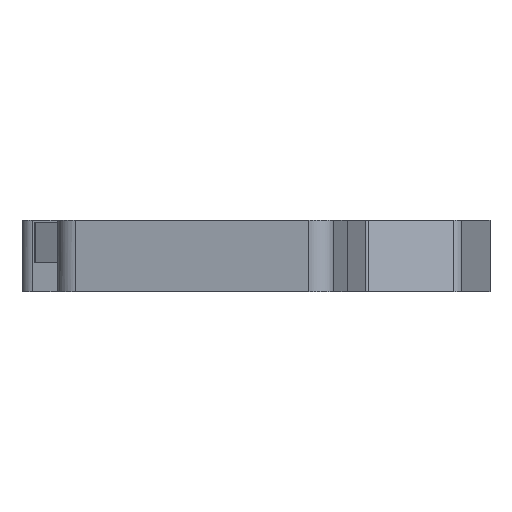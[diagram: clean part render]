
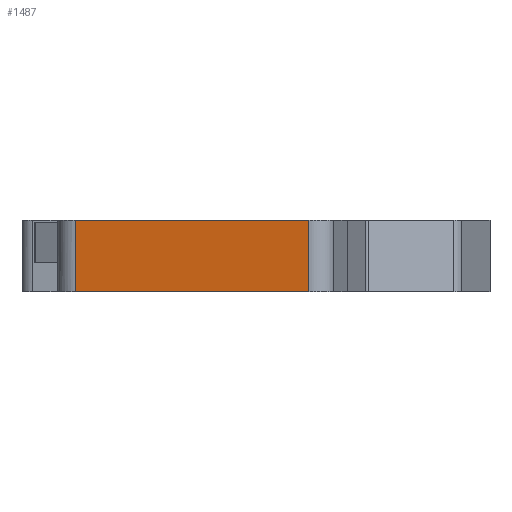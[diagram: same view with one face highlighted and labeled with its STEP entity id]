
A CAD part, left-side view. The second image highlights one B-rep face of the part: STEP entity #1487.
In plain terms, the highlighted planar face has unit normal (-0.985, 0.174, 0).
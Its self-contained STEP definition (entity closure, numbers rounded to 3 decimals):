
#166=FACE_OUTER_BOUND('',#246,.T.);
#246=EDGE_LOOP('',(#1272,#1273,#1274,#1275));
#385=LINE('',#2438,#542);
#397=LINE('',#2543,#554);
#398=LINE('',#2553,#555);
#399=LINE('',#2554,#556);
#542=VECTOR('',#1807,10.);
#554=VECTOR('',#1829,1.);
#555=VECTOR('',#1832,1.);
#556=VECTOR('',#1833,10.);
#694=VERTEX_POINT('',#2429);
#695=VERTEX_POINT('',#2437);
#710=VERTEX_POINT('',#2542);
#711=VERTEX_POINT('',#2552);
#887=EDGE_CURVE('',#695,#694,#385,.F.);
#908=EDGE_CURVE('',#710,#695,#397,.T.);
#910=EDGE_CURVE('',#711,#694,#398,.T.);
#911=EDGE_CURVE('',#711,#710,#399,.T.);
#1272=ORIENTED_EDGE('',*,*,#887,.T.);
#1273=ORIENTED_EDGE('',*,*,#910,.F.);
#1274=ORIENTED_EDGE('',*,*,#911,.T.);
#1275=ORIENTED_EDGE('',*,*,#908,.T.);
#1420=PLANE('',#1576);
#1487=ADVANCED_FACE('',(#166),#1420,.F.);
#1576=AXIS2_PLACEMENT_3D('',#2551,#1830,#1831);
#1807=DIRECTION('',(-0.174,-0.985,0.));
#1829=DIRECTION('',(0.,0.,1.));
#1830=DIRECTION('center_axis',(0.985,-0.174,0.));
#1831=DIRECTION('ref_axis',(0.,0.,-1.));
#1832=DIRECTION('',(0.,0.,1.));
#1833=DIRECTION('',(-0.174,-0.985,0.));
#2429=CARTESIAN_POINT('',(25.797,-60.698,15.));
#2437=CARTESIAN_POINT('',(15.988,-116.167,15.));
#2438=CARTESIAN_POINT('',(21.899,-82.744,15.));
#2542=CARTESIAN_POINT('',(15.988,-116.167,-2.1));
#2543=CARTESIAN_POINT('',(15.988,-116.167,0.));
#2551=CARTESIAN_POINT('Origin',(20.893,-88.432,20.2));
#2552=CARTESIAN_POINT('',(25.797,-60.698,-2.1));
#2553=CARTESIAN_POINT('',(25.797,-60.698,0.));
#2554=CARTESIAN_POINT('',(21.899,-82.744,-2.1));
